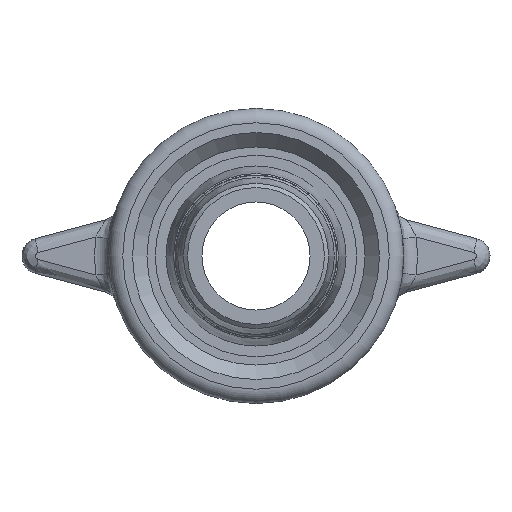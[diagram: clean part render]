
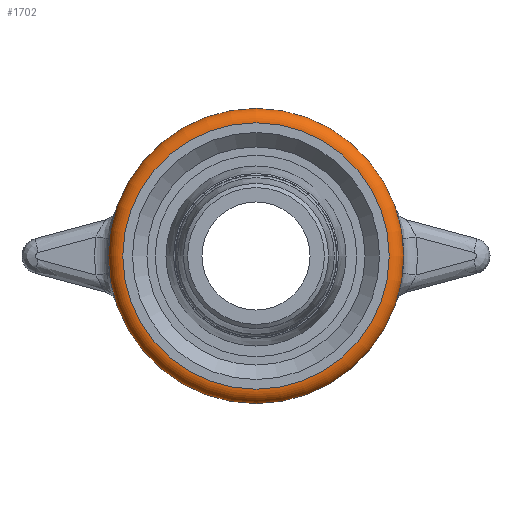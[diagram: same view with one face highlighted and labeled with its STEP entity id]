
A CAD part, left-side view. The second image highlights one B-rep face of the part: STEP entity #1702.
In plain terms, the highlighted toroidal (fillet/blend) face has major radius 18.5 mm and minor radius 2 mm.
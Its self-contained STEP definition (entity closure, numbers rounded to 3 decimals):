
#330=FACE_OUTER_BOUND('',#446,.T.);
#446=EDGE_LOOP('',(#1456,#1457,#1458,#1459,#1460,#1461));
#572=CIRCLE('',#1898,18.5);
#573=CIRCLE('',#1899,18.5);
#590=CIRCLE('',#1925,20.5);
#591=CIRCLE('',#1926,20.5);
#611=CIRCLE('',#1958,2.);
#722=VERTEX_POINT('',#2777);
#723=VERTEX_POINT('',#2778);
#747=VERTEX_POINT('',#3071);
#748=VERTEX_POINT('',#3073);
#919=EDGE_CURVE('',#722,#723,#572,.T.);
#920=EDGE_CURVE('',#723,#722,#573,.T.);
#959=EDGE_CURVE('',#748,#747,#590,.T.);
#960=EDGE_CURVE('',#747,#748,#591,.T.);
#1006=EDGE_CURVE('',#747,#723,#611,.T.);
#1456=ORIENTED_EDGE('',*,*,#959,.T.);
#1457=ORIENTED_EDGE('',*,*,#1006,.T.);
#1458=ORIENTED_EDGE('',*,*,#920,.T.);
#1459=ORIENTED_EDGE('',*,*,#919,.T.);
#1460=ORIENTED_EDGE('',*,*,#1006,.F.);
#1461=ORIENTED_EDGE('',*,*,#960,.T.);
#1515=TOROIDAL_SURFACE('',#1957,18.5,2.);
#1702=ADVANCED_FACE('',(#330),#1515,.T.);
#1898=AXIS2_PLACEMENT_3D('',#2779,#2321,#2322);
#1899=AXIS2_PLACEMENT_3D('',#2780,#2323,#2324);
#1925=AXIS2_PLACEMENT_3D('',#3074,#2383,#2384);
#1926=AXIS2_PLACEMENT_3D('',#3075,#2385,#2386);
#1957=AXIS2_PLACEMENT_3D('',#3516,#2453,#2454);
#1958=AXIS2_PLACEMENT_3D('',#3517,#2455,#2456);
#2321=DIRECTION('center_axis',(1.,0.,0.));
#2322=DIRECTION('ref_axis',(0.,0.,1.));
#2323=DIRECTION('center_axis',(1.,0.,0.));
#2324=DIRECTION('ref_axis',(0.,0.,1.));
#2383=DIRECTION('center_axis',(-1.,0.,0.));
#2384=DIRECTION('ref_axis',(0.,0.,1.));
#2385=DIRECTION('center_axis',(-1.,0.,0.));
#2386=DIRECTION('ref_axis',(0.,0.,1.));
#2453=DIRECTION('center_axis',(1.,0.,0.));
#2454=DIRECTION('ref_axis',(0.,0.,-1.));
#2455=DIRECTION('center_axis',(0.,-1.,0.));
#2456=DIRECTION('ref_axis',(0.,0.,1.));
#2777=CARTESIAN_POINT('',(-4.,0.,-18.5));
#2778=CARTESIAN_POINT('',(-4.,0.,18.5));
#2779=CARTESIAN_POINT('Origin',(-4.,0.,0.));
#2780=CARTESIAN_POINT('Origin',(-4.,0.,0.));
#3071=CARTESIAN_POINT('',(-2.,0.,20.5));
#3073=CARTESIAN_POINT('',(-2.,0.,-20.5));
#3074=CARTESIAN_POINT('Origin',(-2.,0.,0.));
#3075=CARTESIAN_POINT('Origin',(-2.,0.,0.));
#3516=CARTESIAN_POINT('Origin',(-2.,0.,0.));
#3517=CARTESIAN_POINT('Origin',(-2.,0.,
18.5));
